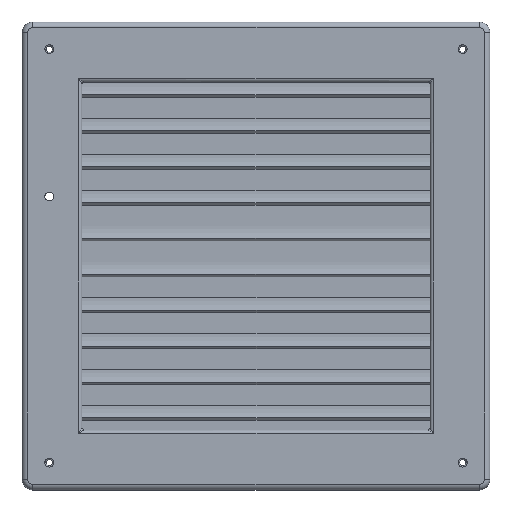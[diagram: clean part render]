
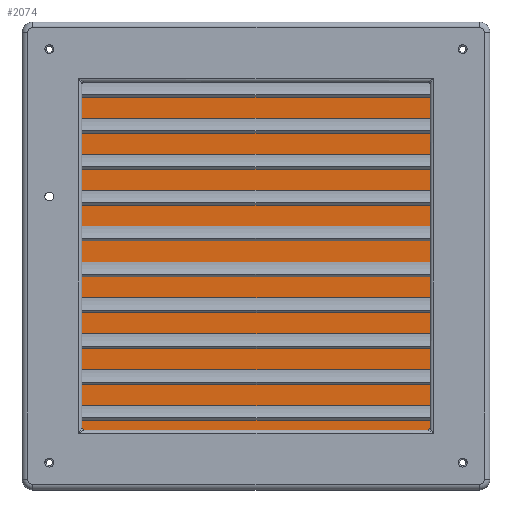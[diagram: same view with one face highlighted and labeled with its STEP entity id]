
A CAD part, top view. The second image highlights one B-rep face of the part: STEP entity #2074.
In plain terms, the highlighted planar face has unit normal (0, 0, 1).
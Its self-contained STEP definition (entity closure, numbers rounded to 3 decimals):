
#42 = EDGE_CURVE ( 'NONE', #4387, #3695, #3734, .T. ) ;
#53 = EDGE_CURVE ( 'NONE', #4324, #4445, #3752, .T. ) ;
#589 = ORIENTED_EDGE ( 'NONE', *, *, #4620, .T. ) ;
#590 = ORIENTED_EDGE ( 'NONE', *, *, #42, .T. ) ;
#591 = ORIENTED_EDGE ( 'NONE', *, *, #4616, .T. ) ;
#592 = ORIENTED_EDGE ( 'NONE', *, *, #53, .T. ) ;
#593 = ORIENTED_EDGE ( 'NONE', *, *, #4624, .T. ) ;
#594 = ORIENTED_EDGE ( 'NONE', *, *, #4628, .T. ) ;
#595 = ORIENTED_EDGE ( 'NONE', *, *, #4622, .T. ) ;
#596 = ORIENTED_EDGE ( 'NONE', *, *, #4639, .T. ) ;
#647 = DIRECTION ( 'NONE',  ( 1., 0., 0. ) ) ;
#649 = CARTESIAN_POINT ( 'NONE',  ( 160., -160., 2. ) ) ;
#653 = DIRECTION ( 'NONE',  ( -1., 0., 0. ) ) ;
#1496 = CIRCLE ( 'NONE', #1962, 2. ) ;
#1497 = CIRCLE ( 'NONE', #1958, 2. ) ;
#1498 = CIRCLE ( 'NONE', #1960, 2. ) ;
#1500 = CIRCLE ( 'NONE', #1964, 2. ) ;
#1508 = LINE ( 'NONE', #649, #1511 ) ;
#1511 = VECTOR ( 'NONE', #647, 1000. ) ;
#1525 = LINE ( 'NONE', #3360, #1528 ) ;
#1528 = VECTOR ( 'NONE', #3385, 1000. ) ;
#1958 = AXIS2_PLACEMENT_3D ( 'NONE', #2744, #2743, #2742 ) ;
#1960 = AXIS2_PLACEMENT_3D ( 'NONE', #2697, #2695, #2694 ) ;
#1962 = AXIS2_PLACEMENT_3D ( 'NONE', #2686, #2685, #2684 ) ;
#1964 = AXIS2_PLACEMENT_3D ( 'NONE', #2934, #2703, #653 ) ;
#2074 = ADVANCED_FACE ( 'NONE', ( #2351 ), #4978, .F. ) ;
#2212 = AXIS2_PLACEMENT_3D ( 'NONE', #4975, #4901, #4956 ) ;
#2351 = FACE_OUTER_BOUND ( 'NONE', #4004, .T. ) ;
#2684 = DIRECTION ( 'NONE',  ( -1., 0., 0. ) ) ;
#2685 = DIRECTION ( 'NONE',  ( 0., 0., 1. ) ) ;
#2686 = CARTESIAN_POINT ( 'NONE',  ( -158., -158., 2. ) ) ;
#2694 = DIRECTION ( 'NONE',  ( -1., 0., 0. ) ) ;
#2695 = DIRECTION ( 'NONE',  ( 0., 0., 1. ) ) ;
#2697 = CARTESIAN_POINT ( 'NONE',  ( -158., 158., 2. ) ) ;
#2703 = DIRECTION ( 'NONE',  ( 0., 0., 1. ) ) ;
#2742 = DIRECTION ( 'NONE',  ( -1., 0., 0. ) ) ;
#2743 = DIRECTION ( 'NONE',  ( 0., 0., 1. ) ) ;
#2744 = CARTESIAN_POINT ( 'NONE',  ( 158., 158., 2. ) ) ;
#2844 = CARTESIAN_POINT ( 'NONE',  ( 160., 158., 2. ) ) ;
#2850 = CARTESIAN_POINT ( 'NONE',  ( 160., -158., 2. ) ) ;
#2917 = CARTESIAN_POINT ( 'NONE',  ( 158., 160., 2. ) ) ;
#2934 = CARTESIAN_POINT ( 'NONE',  ( 158., -158., 2. ) ) ;
#3077 = DIRECTION ( 'NONE',  ( 0., 1., 0. ) ) ;
#3079 = CARTESIAN_POINT ( 'NONE',  ( 160., 160., 2. ) ) ;
#3105 = DIRECTION ( 'NONE',  ( -1., 0., 0. ) ) ;
#3107 = CARTESIAN_POINT ( 'NONE',  ( 160., 160., 2. ) ) ;
#3360 = CARTESIAN_POINT ( 'NONE',  ( -160., 160., 2. ) ) ;
#3385 = DIRECTION ( 'NONE',  ( 0., -1., 0. ) ) ;
#3695 = VERTEX_POINT ( 'NONE', #4855 ) ;
#3734 = LINE ( 'NONE', #3107, #3737 ) ;
#3737 = VECTOR ( 'NONE', #3105, 1000. ) ;
#3752 = LINE ( 'NONE', #3079, #3755 ) ;
#3755 = VECTOR ( 'NONE', #3077, 1000. ) ;
#4004 = EDGE_LOOP ( 'NONE', ( #596, #595, #594, #593, #592, #591, #590, #589 ) ) ;
#4073 = VERTEX_POINT ( 'NONE', #4792 ) ;
#4074 = VERTEX_POINT ( 'NONE', #4791 ) ;
#4081 = VERTEX_POINT ( 'NONE', #4776 ) ;
#4100 = VERTEX_POINT ( 'NONE', #4751 ) ;
#4324 = VERTEX_POINT ( 'NONE', #2850 ) ;
#4387 = VERTEX_POINT ( 'NONE', #2917 ) ;
#4445 = VERTEX_POINT ( 'NONE', #2844 ) ;
#4616 = EDGE_CURVE ( 'NONE', #4445, #4387, #1497, .T. ) ;
#4620 = EDGE_CURVE ( 'NONE', #3695, #4073, #1498, .T. ) ;
#4622 = EDGE_CURVE ( 'NONE', #4081, #4100, #1496, .T. ) ;
#4624 = EDGE_CURVE ( 'NONE', #4074, #4324, #1500, .T. ) ;
#4628 = EDGE_CURVE ( 'NONE', #4100, #4074, #1508, .T. ) ;
#4639 = EDGE_CURVE ( 'NONE', #4073, #4081, #1525, .T. ) ;
#4751 = CARTESIAN_POINT ( 'NONE',  ( -158., -160., 2. ) ) ;
#4776 = CARTESIAN_POINT ( 'NONE',  ( -160., -158., 2. ) ) ;
#4791 = CARTESIAN_POINT ( 'NONE',  ( 158., -160., 2. ) ) ;
#4792 = CARTESIAN_POINT ( 'NONE',  ( -160., 158., 2. ) ) ;
#4855 = CARTESIAN_POINT ( 'NONE',  ( -158., 160., 2. ) ) ;
#4901 = DIRECTION ( 'NONE',  ( 0., 0., -1. ) ) ;
#4956 = DIRECTION ( 'NONE',  ( -1., 0., 0. ) ) ;
#4975 = CARTESIAN_POINT ( 'NONE',  ( 205., -205., 2. ) ) ;
#4978 = PLANE ( 'NONE',  #2212 ) ;
